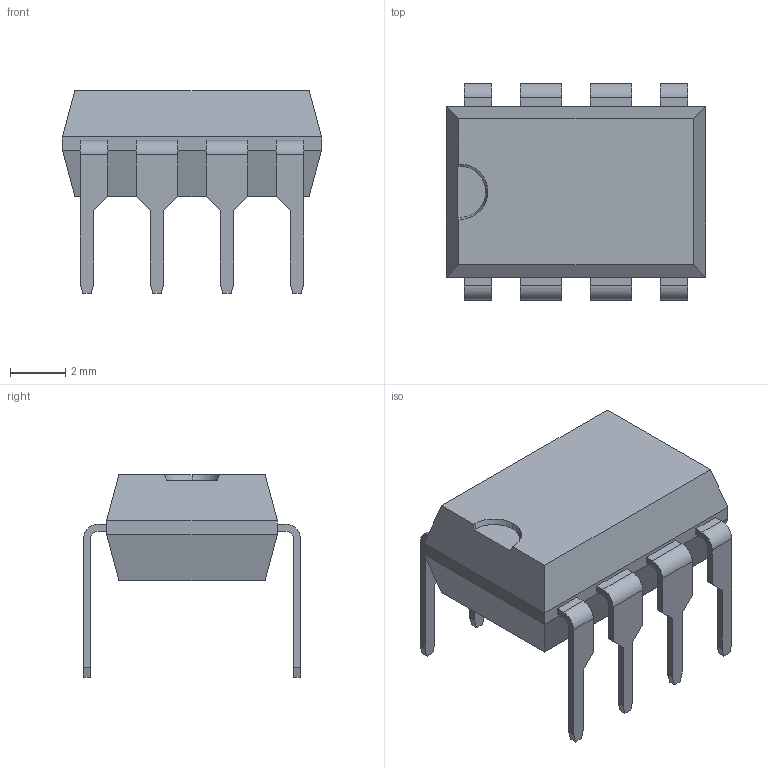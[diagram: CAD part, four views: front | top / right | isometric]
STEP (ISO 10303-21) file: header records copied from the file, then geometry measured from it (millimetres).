
FILE_DESCRIPTION (( 'STEP AP214' ), '1' );
FILE_NAME ('AA584D15-C638-4FDB-AF01-4C52374AF4B9.STEP', '2022-09-14T00:37:03', ( '' ), ( '' ), 'SwSTEP 2.0', 'SolidWorks 2022', '' );
FILE_SCHEMA (( 'AUTOMOTIVE_DESIGN' ));
Length unit declared in the file: millimetre
Products named in the file (1): AA584D15-C638-4FDB-AF01-4C52374AF4B9
Bounding box: 9.4 x 7.87 x 7.36 mm (x, y, z)
Volume: 212 mm3; surface area: 311.1 mm2
Topology: 1 solids, 1 shells, 131 faces, 355 edges, 234 vertices
Faces by surface type: plane 113, cylinder 16, cone 2
Entity records: 4304 total; most frequent: CARTESIAN_POINT 721, ORIENTED_EDGE 710, DIRECTION 655, EDGE_CURVE 355, LINE 319, VECTOR 319, VERTEX_POINT 234, AXIS2_PLACEMENT_3D 168
